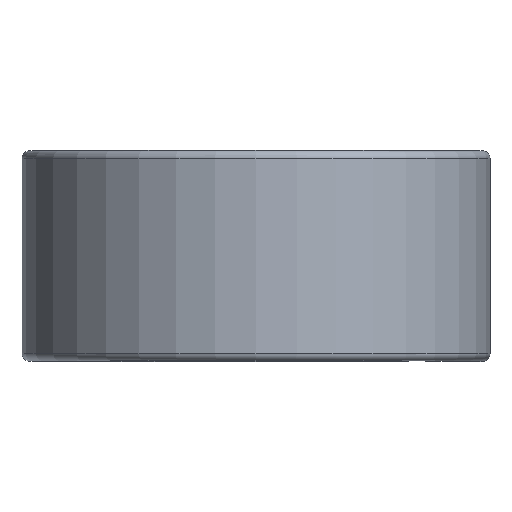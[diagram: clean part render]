
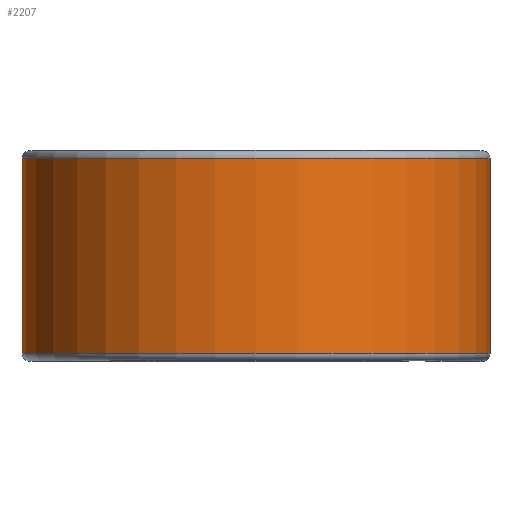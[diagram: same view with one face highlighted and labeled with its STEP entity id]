
A CAD part, top view. The second image highlights one B-rep face of the part: STEP entity #2207.
In plain terms, the highlighted cylindrical face has radius 22.949 mm (diameter 45.898 mm), a partial arc.
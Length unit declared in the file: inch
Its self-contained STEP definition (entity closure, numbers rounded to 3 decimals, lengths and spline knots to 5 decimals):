
#91 = EDGE_CURVE ( 'NONE', #1124, #618, #2250, .T. ) ;
#129 = AXIS2_PLACEMENT_3D ( 'NONE', #1349, #260, #1544 ) ;
#147 = CARTESIAN_POINT ( 'NONE',  ( 0.9035, -0.37625, 0. ) ) ;
#260 = DIRECTION ( 'NONE',  ( 0., -1., 0. ) ) ;
#317 = DIRECTION ( 'NONE',  ( 0., -1., 0. ) ) ;
#457 = CARTESIAN_POINT ( 'NONE',  ( 0., 0.375, 0. ) ) ;
#462 = CARTESIAN_POINT ( 'NONE',  ( 0.9035, 0.37625, 0. ) ) ;
#501 = CYLINDRICAL_SURFACE ( 'NONE', #1059, 0.9035 ) ;
#546 = ORIENTED_EDGE ( 'NONE', *, *, #1048, .T. ) ;
#618 = VERTEX_POINT ( 'NONE', #2251 ) ;
#719 = FACE_OUTER_BOUND ( 'NONE', #2230, .T. ) ;
#817 = CARTESIAN_POINT ( 'NONE',  ( 0.9035, 0.37625, 0. ) ) ;
#838 = VECTOR ( 'NONE', #2125, 39.37008 ) ;
#912 = AXIS2_PLACEMENT_3D ( 'NONE', #1402, #317, #1595 ) ;
#1048 = EDGE_CURVE ( 'NONE', #1496, #1124, #1324, .T. ) ;
#1059 = AXIS2_PLACEMENT_3D ( 'NONE', #457, #1930, #1942 ) ;
#1124 = VERTEX_POINT ( 'NONE', #462 ) ;
#1240 = CARTESIAN_POINT ( 'NONE',  ( 0., -0.37625, -0.9035 ) ) ;
#1252 = DIRECTION ( 'NONE',  ( 0., 1., 0. ) ) ;
#1306 = VERTEX_POINT ( 'NONE', #1240 ) ;
#1324 = LINE ( 'NONE', #817, #838 ) ;
#1349 = CARTESIAN_POINT ( 'NONE',  ( 0., 0.37625, 0. ) ) ;
#1354 = ORIENTED_EDGE ( 'NONE', *, *, #1536, .F. ) ;
#1362 = EDGE_CURVE ( 'NONE', #1306, #618, #2334, .T. ) ;
#1402 = CARTESIAN_POINT ( 'NONE',  ( 0., -0.37625, 0. ) ) ;
#1496 = VERTEX_POINT ( 'NONE', #147 ) ;
#1536 = EDGE_CURVE ( 'NONE', #1496, #1306, #2329, .T. ) ;
#1544 = DIRECTION ( 'NONE',  ( 0., 0., -1. ) ) ;
#1576 = ORIENTED_EDGE ( 'NONE', *, *, #91, .T. ) ;
#1595 = DIRECTION ( 'NONE',  ( 0., 0., -1. ) ) ;
#1822 = CARTESIAN_POINT ( 'NONE',  ( 0., 0.37625, -0.9035 ) ) ;
#1835 = VECTOR ( 'NONE', #1252, 39.37008 ) ;
#1930 = DIRECTION ( 'NONE',  ( 0., -1., 0. ) ) ;
#1942 = DIRECTION ( 'NONE',  ( 0., 0., -1. ) ) ;
#2125 = DIRECTION ( 'NONE',  ( 0., 1., 0. ) ) ;
#2207 = ADVANCED_FACE ( 'NONE', ( #719 ), #501, .T. ) ;
#2230 = EDGE_LOOP ( 'NONE', ( #546, #1576, #2281, #1354 ) ) ;
#2250 = CIRCLE ( 'NONE', #129, 0.9035 ) ;
#2251 = CARTESIAN_POINT ( 'NONE',  ( 0., 0.37625, -0.9035 ) ) ;
#2281 = ORIENTED_EDGE ( 'NONE', *, *, #1362, .F. ) ;
#2329 = CIRCLE ( 'NONE', #912, 0.9035 ) ;
#2334 = LINE ( 'NONE', #1822, #1835 ) ;
